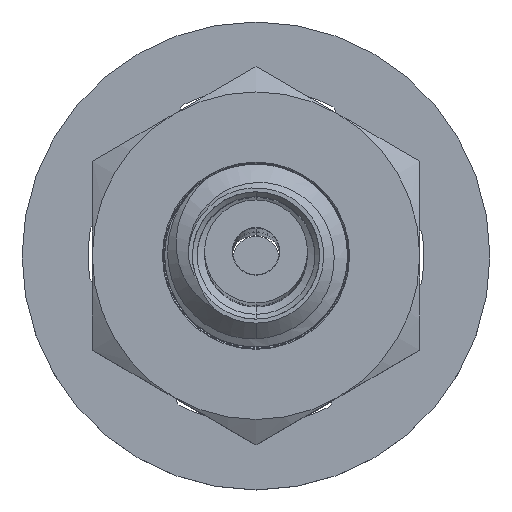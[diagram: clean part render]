
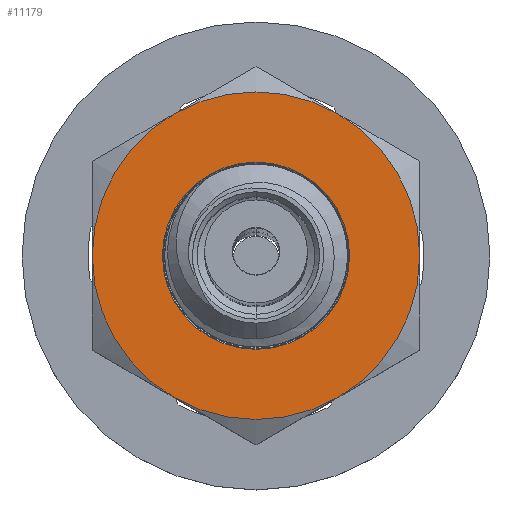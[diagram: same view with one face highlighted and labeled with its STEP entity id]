
A CAD part, top view. The second image highlights one B-rep face of the part: STEP entity #11179.
In plain terms, the highlighted planar face has unit normal (0, 0, 1).
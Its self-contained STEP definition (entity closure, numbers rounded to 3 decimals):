
#10374=CARTESIAN_POINT('',(0.,0.,0.));
#10375=DIRECTION('',(0.,0.,-1.));
#10376=DIRECTION('',(1.,0.,0.));
#10377=AXIS2_PLACEMENT_3D('',#10374,#10375,#10376);
#10379=CARTESIAN_POINT('',(0.,0.,0.));
#10380=DIRECTION('',(0.,0.,-1.));
#10381=DIRECTION('',(0.5,-0.866,0.));
#10382=AXIS2_PLACEMENT_3D('',#10379,#10380,#10381);
#10384=CARTESIAN_POINT('',(0.,0.,0.));
#10385=DIRECTION('',(0.,0.,-1.));
#10386=DIRECTION('',(-0.5,-0.866,0.));
#10387=AXIS2_PLACEMENT_3D('',#10384,#10385,#10386);
#10389=CARTESIAN_POINT('',(0.,0.,0.));
#10390=DIRECTION('',(0.,0.,-1.));
#10391=DIRECTION('',(-1.,0.,0.));
#10392=AXIS2_PLACEMENT_3D('',#10389,#10390,#10391);
#10394=CARTESIAN_POINT('',(0.,0.,0.));
#10395=DIRECTION('',(0.,0.,-1.));
#10396=DIRECTION('',(-0.5,0.866,0.));
#10397=AXIS2_PLACEMENT_3D('',#10394,#10395,#10396);
#10399=CARTESIAN_POINT('',(0.,0.,0.));
#10400=DIRECTION('',(0.,0.,-1.));
#10401=DIRECTION('',(0.5,0.866,0.));
#10402=AXIS2_PLACEMENT_3D('',#10399,#10400,#10401);
#10421=CARTESIAN_POINT('',(0.,0.,0.));
#10422=DIRECTION('',(0.,0.,-1.));
#10423=DIRECTION('',(-1.,0.,0.));
#10424=AXIS2_PLACEMENT_3D('',#10421,#10422,#10423);
#10430=CARTESIAN_POINT('',(0.,0.,0.));
#10431=DIRECTION('',(0.,0.,-1.));
#10432=DIRECTION('',(1.,0.,0.));
#10433=AXIS2_PLACEMENT_3D('',#10430,#10431,#10432);
#10844=CARTESIAN_POINT('',(3.5,0.,0.));
#10845=CARTESIAN_POINT('',(1.75,-3.031,0.));
#10846=VERTEX_POINT('',#10844);
#10847=VERTEX_POINT('',#10845);
#10848=CARTESIAN_POINT('',(-2.,0.,0.));
#10849=CARTESIAN_POINT('',(2.,0.,0.));
#10850=VERTEX_POINT('',#10848);
#10851=VERTEX_POINT('',#10849);
#10875=CARTESIAN_POINT('',(-1.75,-3.031,0.));
#10876=VERTEX_POINT('',#10875);
#10877=CARTESIAN_POINT('',(-3.5,0.,0.));
#10878=VERTEX_POINT('',#10877);
#10879=CARTESIAN_POINT('',(-1.75,3.031,0.));
#10880=CARTESIAN_POINT('',(1.75,3.031,0.));
#10881=VERTEX_POINT('',#10879);
#10882=VERTEX_POINT('',#10880);
#11155=CARTESIAN_POINT('',(-7.,0.,0.));
#11156=DIRECTION('',(0.,0.,1.));
#11157=DIRECTION('',(1.,0.,0.));
#11158=AXIS2_PLACEMENT_3D('',#11155,#11156,#11157);
#11159=PLANE('',#11158);
#11160=ORIENTED_EDGE('',*,*,#11150,.T.);
#11162=ORIENTED_EDGE('',*,*,#11161,.T.);
#11164=ORIENTED_EDGE('',*,*,#11163,.T.);
#11166=ORIENTED_EDGE('',*,*,#11165,.T.);
#11168=ORIENTED_EDGE('',*,*,#11167,.T.);
#11170=ORIENTED_EDGE('',*,*,#11169,.T.);
#11171=EDGE_LOOP('',(#11160,#11162,#11164,#11166,#11168,#11170));
#11172=FACE_OUTER_BOUND('',#11171,.F.);
#11174=ORIENTED_EDGE('',*,*,#11173,.F.);
#11176=ORIENTED_EDGE('',*,*,#11175,.F.);
#11177=EDGE_LOOP('',(#11174,#11176));
#11178=FACE_BOUND('',#11177,.F.);
#11179=ADVANCED_FACE('',(#11172,#11178),#11159,.T.);
#10378=CIRCLE('',#10377,3.5);
#10383=CIRCLE('',#10382,3.5);
#10388=CIRCLE('',#10387,3.5);
#10393=CIRCLE('',#10392,3.5);
#10398=CIRCLE('',#10397,3.5);
#10403=CIRCLE('',#10402,3.5);
#10425=CIRCLE('',#10424,2.);
#10434=CIRCLE('',#10433,2.);
#11150=EDGE_CURVE('',#10846,#10847,#10378,.T.);
#11161=EDGE_CURVE('',#10847,#10876,#10383,.T.);
#11163=EDGE_CURVE('',#10876,#10878,#10388,.T.);
#11165=EDGE_CURVE('',#10878,#10881,#10393,.T.);
#11167=EDGE_CURVE('',#10881,#10882,#10398,.T.);
#11169=EDGE_CURVE('',#10882,#10846,#10403,.T.);
#11173=EDGE_CURVE('',#10850,#10851,#10425,.T.);
#11175=EDGE_CURVE('',#10851,#10850,#10434,.T.);
